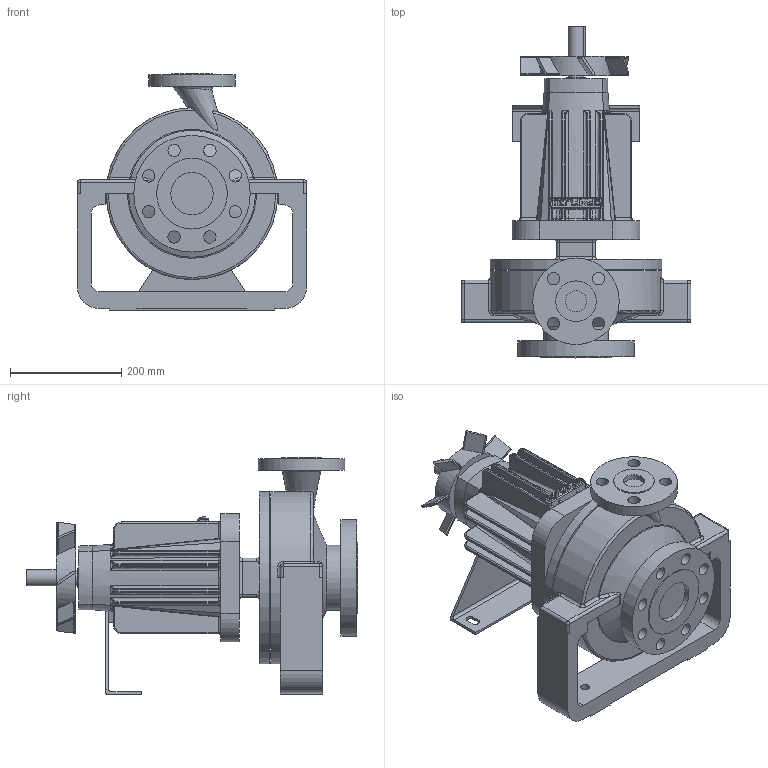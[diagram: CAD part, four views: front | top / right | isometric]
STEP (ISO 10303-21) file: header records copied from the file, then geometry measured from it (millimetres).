
FILE_DESCRIPTION(/* description */ ('Unknown'),/* implementation_level */ '2;1');
FILE_NAME(/* name */ 'CTP 1,5x3x8,5',/* time_stamp */ '2016-06-28T10:38:37+02:00',/* author */ ('Unknown'),/* organization */ ('Unknown'),/* preprocessor_version */ 'ST-DEVELOPER v16',/* originating_system */ 'DEX',/* authorisation */ $);
FILE_SCHEMA (('AP242_MANAGED_MODEL_BASED_3D_ENGINEERING_MIM_LF { 1 0 10303 442 1 1 4 }','AUTOMOTIVE_DESIGN {1 0 10303 214 3 1 1}'));
Length unit declared in the file: millimetre
Products named in the file (1): Maatschets3D CTP pump only
Bounding box: 412.75 x 596.9 x 425.45 mm (x, y, z)
Volume: 18717596.4 mm3; surface area: 1211603.2 mm2
Topology: 1 solids, 1 shells, 805 faces, 2036 edges, 1171 vertices
Faces by surface type: plane 264, cylinder 254, bspline 201, torus 53, sphere 30, cone 3
Full cylindrical faces by diameter (mm): 16 x2, 22.225 x12, 28.563 x2, 35 x1, 38.1 x1, 73.025 x1, 76.2 x1, 117 x2, 127 x1, 130 x1, 155.575 x1, 209.5 x1, 235 x1, 309 x2
Entity records: 38976 total; most frequent: CARTESIAN_POINT 15840, ORIENTED_EDGE 3784, DIRECTION 3325, EDGE_CURVE 1892, AXIS2_PLACEMENT_3D 1272, VERTEX_POINT 1151, EDGE_LOOP 901, FACE_BOUND 901
